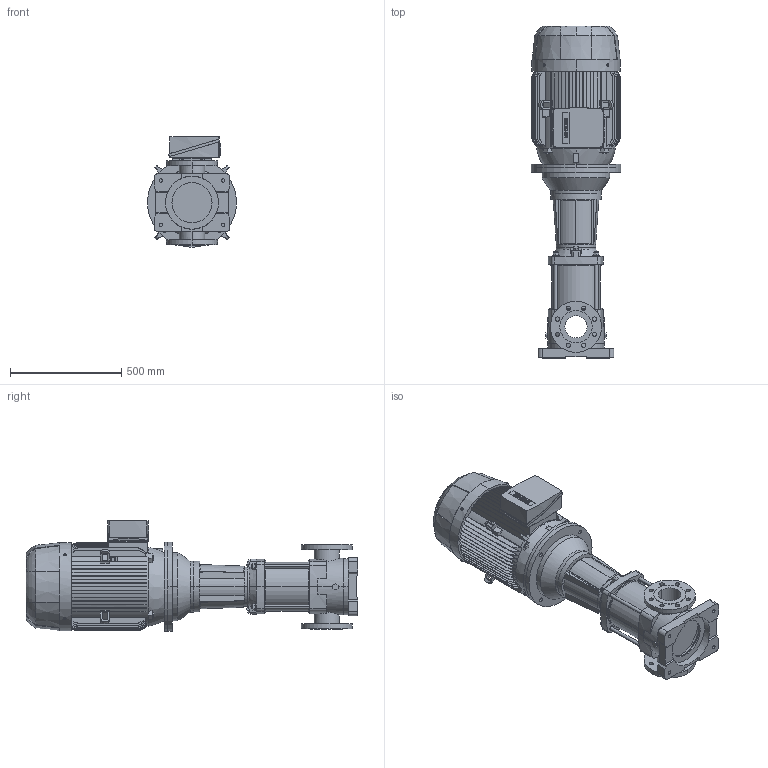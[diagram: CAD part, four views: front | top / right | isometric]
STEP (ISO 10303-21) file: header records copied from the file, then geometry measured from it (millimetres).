
FILE_DESCRIPTION (( 'STEP AP203' ), '1' );
FILE_NAME ('4.93.632.34swa01.step', '2023-05-02T15:00:35', ( '' ), ( '' ), 'SwSTEP 2.0', 'SolidWorks 2020', '' );
FILE_SCHEMA (( 'CONFIG_CONTROL_DESIGN' ));
Length unit declared in the file: millimetre
Products named in the file (3): 4.93.631.23swp01; 4.93.632.34swa01; 10016136swn00
Assembly tree (2 placements, depth 2):
  4.93.632.34swa01
    4.93.631.23swp01
    10016136swn00
Bounding box: 400 x 1490 x 496 mm (x, y, z)
Volume: 69449651.2 mm3; surface area: 4262772.1 mm2
Topology: 1 solids, 25 shells, 1669 faces, 4524 edges, 2964 vertices
Faces by surface type: plane 984, cylinder 515, bspline 140, cone 30
Full cylindrical faces by diameter (mm): 18.631 x1
Entity records: 63892 total; most frequent: CARTESIAN_POINT 23646, ORIENTED_EDGE 9021, DIRECTION 7406, EDGE_CURVE 4512, VERTEX_POINT 2964, AXIS2_PLACEMENT_3D 2546, VECTOR 2314, LINE 2314
